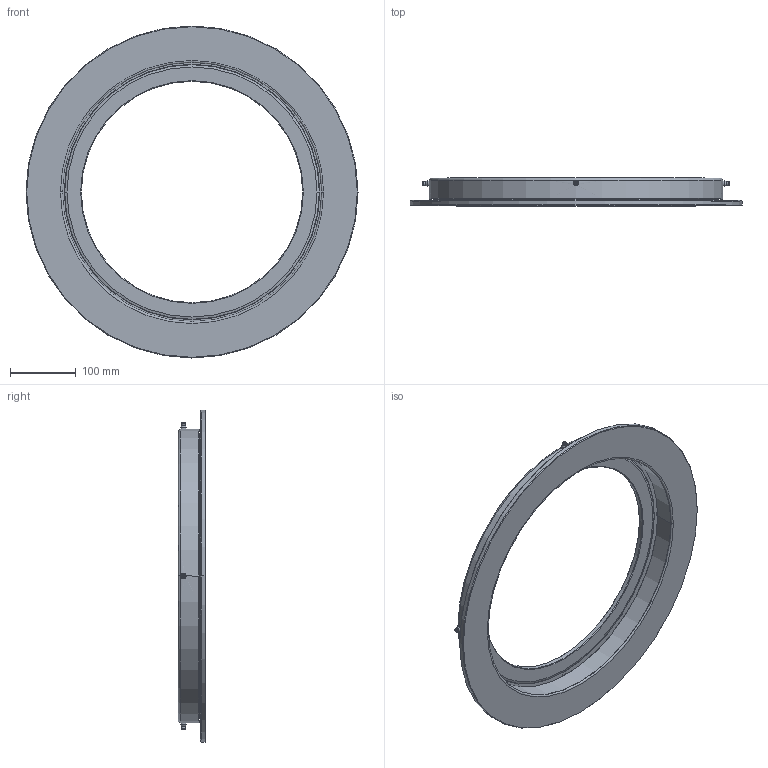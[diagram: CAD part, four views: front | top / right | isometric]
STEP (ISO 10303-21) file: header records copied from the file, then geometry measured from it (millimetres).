
FILE_DESCRIPTION (( 'STEP AP214' ), '1' );
FILE_NAME ('0012662.step', '2021-01-22T12:45:37', ( '' ), ( '' ), 'SwSTEP 2.0', 'SolidWorks 2018', '' );
FILE_SCHEMA (( 'AUTOMOTIVE_DESIGN' ));
Length unit declared in the file: millimetre
Products named in the file (3): Schmiernippel_mit_Einschlagzapfen_DIN71412_A_H1_D6; 0012662; 0012662_500L-360_Grundkörper
Assembly tree (5 placements, depth 2):
  0012662
    0012662_500L-360_Grundkörper
    Schmiernippel_mit_Einschlagzapfen_DIN71412_A_H1_D6  x4
Bounding box: 504 x 42.21 x 504 mm (x, y, z)
Volume: 1907279.1 mm3; surface area: 440051.3 mm2
Topology: 6 solids, 6 shells, 136 faces, 308 edges, 186 vertices
Faces by surface type: cone 44, cylinder 32, plane 28, torus 16, sphere 16
Entity records: 2971 total; most frequent: CARTESIAN_POINT 907, DIRECTION 452, ORIENTED_EDGE 380, AXIS2_PLACEMENT_3D 196, EDGE_CURVE 190, VERTEX_POINT 115, CIRCLE 106, EDGE_LOOP 95
